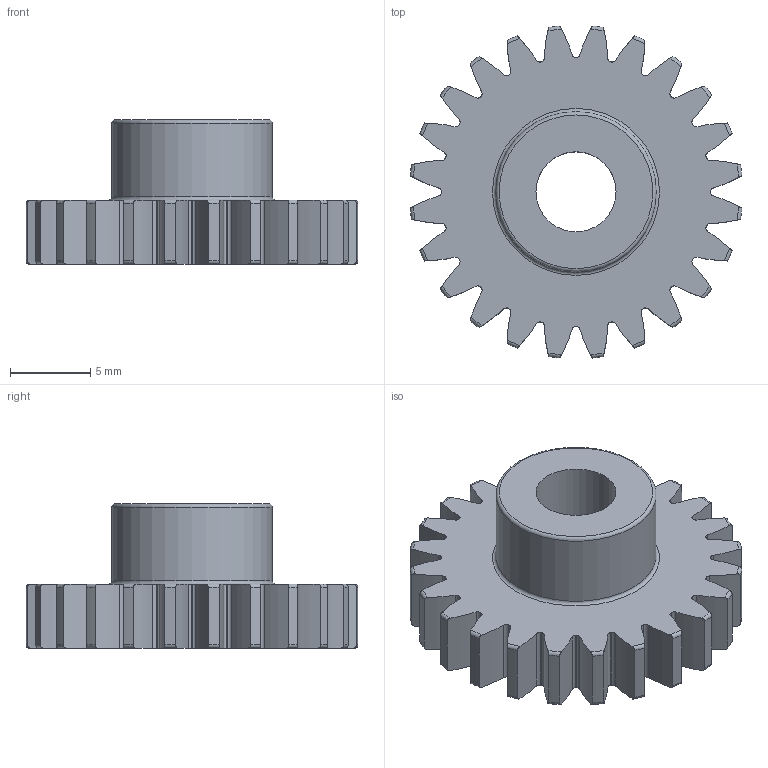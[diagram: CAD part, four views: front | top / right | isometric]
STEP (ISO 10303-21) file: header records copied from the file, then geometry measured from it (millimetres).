
FILE_DESCRIPTION(/* description */ (''),/* implementation_level */ '2;1');
FILE_NAME(/* name */ '2662N325_20 Degree Pressure Angle Plastic Gear.step',/* time_stamp */ '2025-10-26T15:11:12Z',/* author */ (''),/* organization */ (''),/* preprocessor_version */ 'ST-DEVELOPER v20.1',/* originating_system */ 'Autodesk Translation Framework v14.17.0.0',/* authorisation */ '');
FILE_SCHEMA (('AUTOMOTIVE_DESIGN { 1 0 10303 214 3 1 1 }'));
Length unit declared in the file: millimetre
Products named in the file (1): 2662N325_20 Degree Pressure Angle Plastic Gear
Bounding box: 20.7 x 20.7 x 9 mm (x, y, z)
Volume: 1359.2 mm3; surface area: 1323.7 mm2
Topology: 1 solids, 1 shells, 199 faces, 588 edges, 392 vertices
Faces by surface type: cylinder 146, torus 50, plane 3
Full cylindrical faces by diameter (mm): 5 x1, 10 x1
Entity records: 7749 total; most frequent: CARTESIAN_POINT 2236, DIRECTION 1238, ORIENTED_EDGE 1176, EDGE_CURVE 588, AXIS2_PLACEMENT_3D 546, VERTEX_POINT 392, CIRCLE 346, EDGE_LOOP 202
